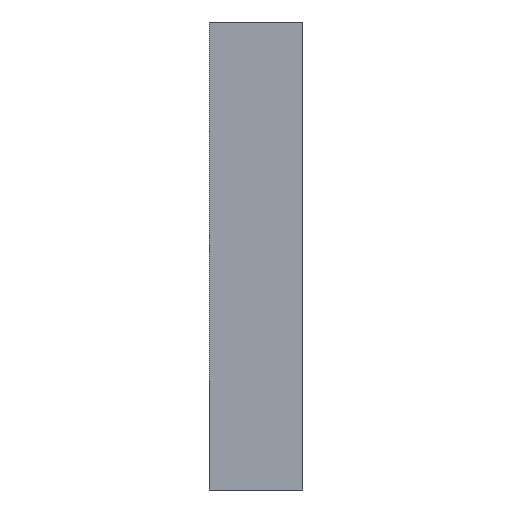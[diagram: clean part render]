
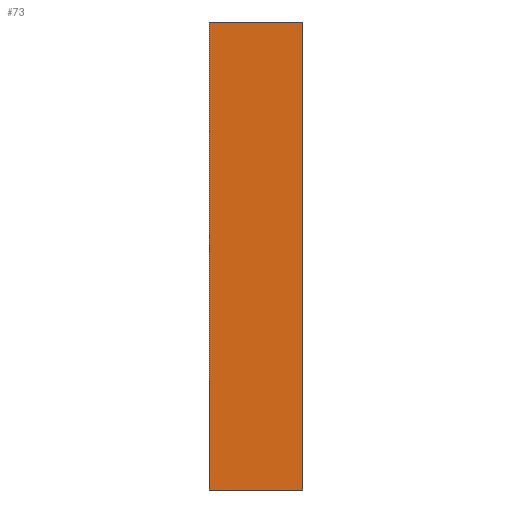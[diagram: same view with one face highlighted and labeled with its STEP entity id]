
A CAD part, front view. The second image highlights one B-rep face of the part: STEP entity #73.
In plain terms, the highlighted planar face has unit normal (0, -1, 0).
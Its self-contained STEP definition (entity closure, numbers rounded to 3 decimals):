
#13 = EDGE_CURVE ( 'NONE', #959, #547, #269, .T. ) ;
#19 = LINE ( 'NONE', #284, #1245 ) ;
#29 = CARTESIAN_POINT ( 'NONE',  ( -299., -1., -1500. ) ) ;
#40 = LINE ( 'NONE', #1006, #682 ) ;
#73 = ADVANCED_FACE ( 'NONE', ( #664 ), #313, .T. ) ;
#161 = ORIENTED_EDGE ( 'NONE', *, *, #1009, .F. ) ;
#162 = VECTOR ( 'NONE', #618, 1000. ) ;
#188 = CARTESIAN_POINT ( 'NONE',  ( -299., -1., 1500. ) ) ;
#269 = LINE ( 'NONE', #29, #1143 ) ;
#282 = DIRECTION ( 'NONE',  ( 1., 0., 0. ) ) ;
#284 = CARTESIAN_POINT ( 'NONE',  ( -301., -1., -1500. ) ) ;
#313 = PLANE ( 'NONE',  #1104 ) ;
#340 = VERTEX_POINT ( 'NONE', #1299 ) ;
#352 = CARTESIAN_POINT ( 'NONE',  ( -301., -1., -1500. ) ) ;
#384 = ORIENTED_EDGE ( 'NONE', *, *, #781, .T. ) ;
#462 = EDGE_LOOP ( 'NONE', ( #161, #558, #384, #471 ) ) ;
#471 = ORIENTED_EDGE ( 'NONE', *, *, #634, .T. ) ;
#547 = VERTEX_POINT ( 'NONE', #188 ) ;
#558 = ORIENTED_EDGE ( 'NONE', *, *, #13, .F. ) ;
#576 = CARTESIAN_POINT ( 'NONE',  ( -301., -1., 1500. ) ) ;
#618 = DIRECTION ( 'NONE',  ( 1., 0., 0. ) ) ;
#634 = EDGE_CURVE ( 'NONE', #340, #994, #40, .T. ) ;
#664 = FACE_OUTER_BOUND ( 'NONE', #462, .T. ) ;
#682 = VECTOR ( 'NONE', #833, 1000. ) ;
#723 = DIRECTION ( 'NONE',  ( 0., 0., 1. ) ) ;
#781 = EDGE_CURVE ( 'NONE', #959, #340, #19, .T. ) ;
#833 = DIRECTION ( 'NONE',  ( 0., 0., 1. ) ) ;
#959 = VERTEX_POINT ( 'NONE', #969 ) ;
#969 = CARTESIAN_POINT ( 'NONE',  ( -299., -1., -1500. ) ) ;
#994 = VERTEX_POINT ( 'NONE', #1069 ) ;
#1006 = CARTESIAN_POINT ( 'NONE',  ( 299., -1., -1500. ) ) ;
#1009 = EDGE_CURVE ( 'NONE', #547, #994, #1031, .T. ) ;
#1031 = LINE ( 'NONE', #576, #162 ) ;
#1069 = CARTESIAN_POINT ( 'NONE',  ( 299., -1., 1500. ) ) ;
#1087 = DIRECTION ( 'NONE',  ( 0., 0., -1. ) ) ;
#1095 = DIRECTION ( 'NONE',  ( 0., -1., 0. ) ) ;
#1104 = AXIS2_PLACEMENT_3D ( 'NONE', #352, #1095, #1087 ) ;
#1143 = VECTOR ( 'NONE', #723, 1000. ) ;
#1245 = VECTOR ( 'NONE', #282, 1000. ) ;
#1299 = CARTESIAN_POINT ( 'NONE',  ( 299., -1., -1500. ) ) ;
